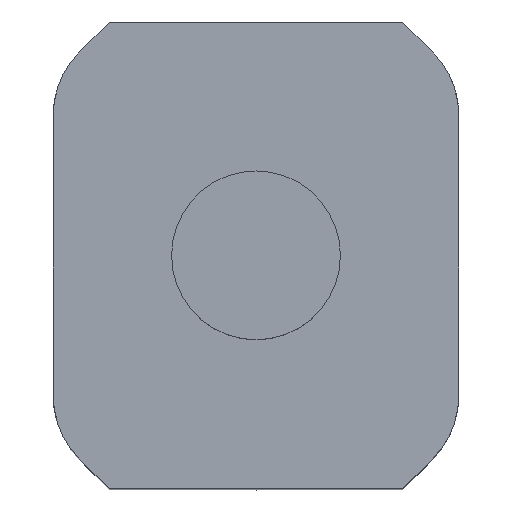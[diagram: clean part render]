
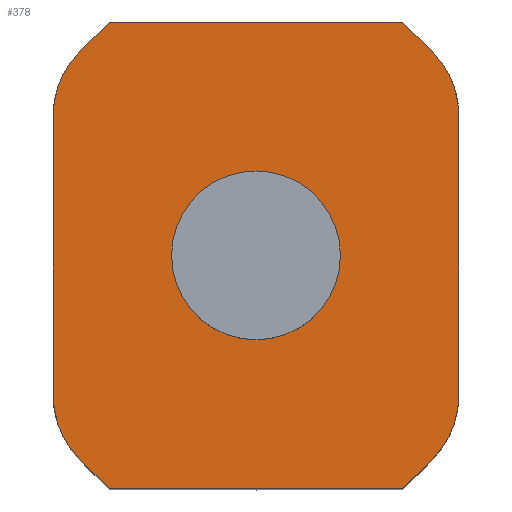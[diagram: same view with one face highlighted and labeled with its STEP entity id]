
A CAD part, top view. The second image highlights one B-rep face of the part: STEP entity #378.
In plain terms, the highlighted planar face has unit normal (0, 0, 1).
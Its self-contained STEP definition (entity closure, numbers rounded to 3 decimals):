
#25=LINE('',#608,#53);
#29=LINE('',#617,#57);
#31=LINE('',#622,#59);
#32=LINE('',#627,#60);
#33=LINE('',#629,#61);
#34=LINE('',#631,#62);
#35=LINE('',#636,#63);
#36=LINE('',#637,#64);
#53=VECTOR('',#480,10.);
#57=VECTOR('',#486,10.);
#59=VECTOR('',#490,10.);
#60=VECTOR('',#495,10.);
#61=VECTOR('',#496,10.);
#62=VECTOR('',#497,10.);
#63=VECTOR('',#502,10.);
#64=VECTOR('',#503,10.);
#82=PLANE('',#423);
#92=FACE_BOUND('',#125,.T.);
#100=FACE_OUTER_BOUND('',#124,.T.);
#124=EDGE_LOOP('',(#270,#271,#272,#273,#274,#275,#276,#277,#278,#279,#280,
#281));
#125=EDGE_LOOP('',(#282));
#148=CIRCLE('',#419,7.5);
#149=CIRCLE('',#424,8.);
#150=CIRCLE('',#425,8.);
#151=CIRCLE('',#426,8.);
#152=CIRCLE('',#427,8.);
#170=VERTEX_POINT('',#598);
#173=VERTEX_POINT('',#605);
#174=VERTEX_POINT('',#607);
#177=VERTEX_POINT('',#614);
#178=VERTEX_POINT('',#616);
#179=VERTEX_POINT('',#620);
#180=VERTEX_POINT('',#621);
#181=VERTEX_POINT('',#624);
#182=VERTEX_POINT('',#626);
#183=VERTEX_POINT('',#628);
#184=VERTEX_POINT('',#630);
#185=VERTEX_POINT('',#633);
#186=VERTEX_POINT('',#635);
#206=EDGE_CURVE('',#170,#170,#148,.T.);
#209=EDGE_CURVE('',#174,#173,#25,.T.);
#213=EDGE_CURVE('',#178,#177,#29,.T.);
#215=EDGE_CURVE('',#179,#180,#31,.T.);
#216=EDGE_CURVE('',#180,#174,#149,.T.);
#217=EDGE_CURVE('',#173,#181,#150,.T.);
#218=EDGE_CURVE('',#181,#182,#32,.T.);
#219=EDGE_CURVE('',#182,#183,#33,.T.);
#220=EDGE_CURVE('',#183,#184,#34,.T.);
#221=EDGE_CURVE('',#184,#178,#151,.T.);
#222=EDGE_CURVE('',#177,#185,#152,.T.);
#223=EDGE_CURVE('',#185,#186,#35,.T.);
#224=EDGE_CURVE('',#186,#179,#36,.T.);
#270=ORIENTED_EDGE('',*,*,#215,.T.);
#271=ORIENTED_EDGE('',*,*,#216,.T.);
#272=ORIENTED_EDGE('',*,*,#209,.T.);
#273=ORIENTED_EDGE('',*,*,#217,.T.);
#274=ORIENTED_EDGE('',*,*,#218,.T.);
#275=ORIENTED_EDGE('',*,*,#219,.T.);
#276=ORIENTED_EDGE('',*,*,#220,.T.);
#277=ORIENTED_EDGE('',*,*,#221,.T.);
#278=ORIENTED_EDGE('',*,*,#213,.T.);
#279=ORIENTED_EDGE('',*,*,#222,.T.);
#280=ORIENTED_EDGE('',*,*,#223,.T.);
#281=ORIENTED_EDGE('',*,*,#224,.T.);
#282=ORIENTED_EDGE('',*,*,#206,.T.);
#378=ADVANCED_FACE('',(#100,#92),#82,.T.);
#419=AXIS2_PLACEMENT_3D('',#599,#472,#473);
#423=AXIS2_PLACEMENT_3D('',#619,#488,#489);
#424=AXIS2_PLACEMENT_3D('',#623,#491,#492);
#425=AXIS2_PLACEMENT_3D('',#625,#493,#494);
#426=AXIS2_PLACEMENT_3D('',#632,#498,#499);
#427=AXIS2_PLACEMENT_3D('',#634,#500,#501);
#472=DIRECTION('center_axis',(0.,0.,-1.));
#473=DIRECTION('ref_axis',(-1.,0.,0.));
#480=DIRECTION('',(0.,1.,0.));
#486=DIRECTION('',(0.,-1.,0.));
#488=DIRECTION('center_axis',(0.,0.,1.));
#489=DIRECTION('ref_axis',(1.,0.,0.));
#490=DIRECTION('',(0.707,0.707,0.));
#491=DIRECTION('center_axis',(0.,0.,1.));
#492=DIRECTION('ref_axis',(0.707,-0.707,0.));
#493=DIRECTION('center_axis',(0.,0.,1.));
#494=DIRECTION('ref_axis',(1.,0.,0.));
#495=DIRECTION('',(-0.707,0.707,0.));
#496=DIRECTION('',(-1.,0.,0.));
#497=DIRECTION('',(-0.707,-0.707,0.));
#498=DIRECTION('center_axis',(0.,0.,1.));
#499=DIRECTION('ref_axis',(-0.707,0.707,0.));
#500=DIRECTION('center_axis',(0.,0.,1.));
#501=DIRECTION('ref_axis',(-1.,0.,0.));
#502=DIRECTION('',(0.707,-0.707,0.));
#503=DIRECTION('',(1.,0.,0.));
#598=CARTESIAN_POINT('',(7.5,-15.6,29.));
#599=CARTESIAN_POINT('Origin',(0.,-15.6,29.));
#605=CARTESIAN_POINT('',(18.028,-3.164,29.));
#607=CARTESIAN_POINT('',(18.028,-28.036,29.));
#608=CARTESIAN_POINT('',(18.028,-28.036,29.));
#614=CARTESIAN_POINT('',(-18.028,-28.036,29.));
#616=CARTESIAN_POINT('',(-18.028,-3.164,29.));
#617=CARTESIAN_POINT('',(-18.028,-3.164,29.));
#619=CARTESIAN_POINT('Origin',(0.,-15.6,29.));
#620=CARTESIAN_POINT('',(13.028,-36.35,29.));
#621=CARTESIAN_POINT('',(15.684,-33.693,29.));
#622=CARTESIAN_POINT('',(13.028,-36.35,29.));
#623=CARTESIAN_POINT('Origin',(10.028,-28.036,29.));
#624=CARTESIAN_POINT('',(15.684,2.493,29.));
#625=CARTESIAN_POINT('Origin',(10.028,-3.164,29.));
#626=CARTESIAN_POINT('',(13.028,5.15,29.));
#627=CARTESIAN_POINT('',(15.684,2.493,29.));
#628=CARTESIAN_POINT('',(-13.028,5.15,29.));
#629=CARTESIAN_POINT('',(13.028,5.15,29.));
#630=CARTESIAN_POINT('',(-15.684,2.493,29.));
#631=CARTESIAN_POINT('',(-13.028,5.15,29.));
#632=CARTESIAN_POINT('Origin',(-10.028,-3.164,29.));
#633=CARTESIAN_POINT('',(-15.684,-33.693,29.));
#634=CARTESIAN_POINT('Origin',(-10.028,-28.036,29.));
#635=CARTESIAN_POINT('',(-13.028,-36.35,29.));
#636=CARTESIAN_POINT('',(-15.684,-33.693,29.));
#637=CARTESIAN_POINT('',(-13.028,-36.35,29.));
